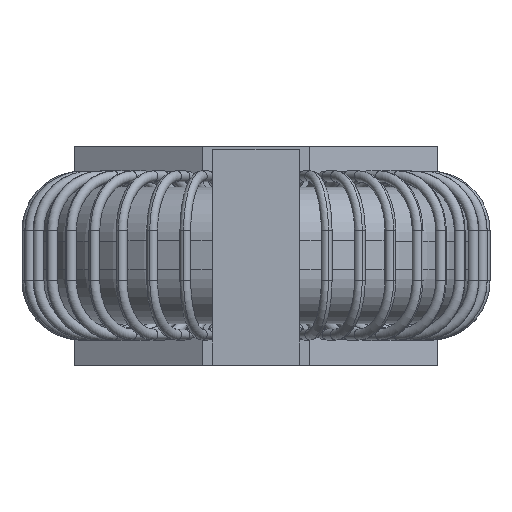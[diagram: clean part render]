
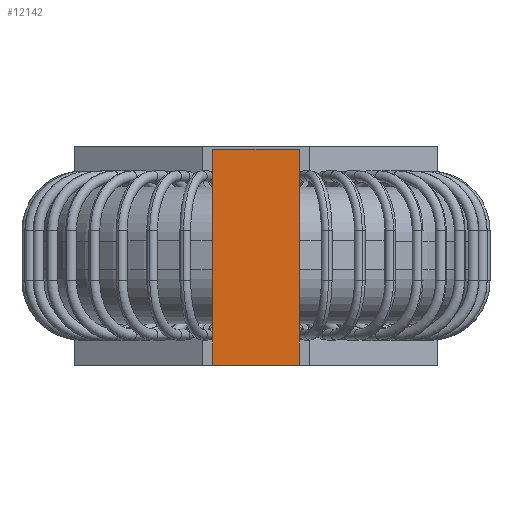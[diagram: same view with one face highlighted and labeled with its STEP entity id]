
A CAD part, top view. The second image highlights one B-rep face of the part: STEP entity #12142.
In plain terms, the highlighted planar face has unit normal (0, 0, 1).
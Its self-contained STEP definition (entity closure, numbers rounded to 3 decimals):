
#12103=CARTESIAN_POINT('',(1.2,-3.05,13.));
#12104=DIRECTION('',(0.0,0.0,1.0));
#12105=DIRECTION('',(1.0,0.0,0.0));
#12106=AXIS2_PLACEMENT_3D('',#12103,#12104,#12105);
#12107=PLANE('',#12106);
#12108=CARTESIAN_POINT('',(1.2,2.95,13.));
#12109=VERTEX_POINT('',#12108);
#12110=CARTESIAN_POINT('',(-1.2,2.95,13.));
#12111=VERTEX_POINT('',#12110);
#12112=CARTESIAN_POINT('',(1.2,2.95,13.));
#12113=DIRECTION('',(-1.0,0.0,0.0));
#12114=VECTOR('',#12113,2.4);
#12115=LINE('',#12112,#12114);
#12116=EDGE_CURVE('',#12109,#12111,#12115,.T.);
#12117=ORIENTED_EDGE('',*,*,#12116,.T.);
#12118=CARTESIAN_POINT('',(-1.2,-3.05,13.));
#12119=VERTEX_POINT('',#12118);
#12120=CARTESIAN_POINT('',(-1.2,-3.05,13.));
#12121=DIRECTION('',(0.0,1.0,0.0));
#12122=VECTOR('',#12121,6.);
#12123=LINE('',#12120,#12122);
#12124=EDGE_CURVE('',#12119,#12111,#12123,.T.);
#12125=ORIENTED_EDGE('',*,*,#12124,.F.);
#12126=CARTESIAN_POINT('',(1.2,-3.05,13.));
#12127=VERTEX_POINT('',#12126);
#12128=CARTESIAN_POINT('',(1.2,-3.05,13.));
#12129=DIRECTION('',(-1.0,0.0,0.0));
#12130=VECTOR('',#12129,2.4);
#12131=LINE('',#12128,#12130);
#12132=EDGE_CURVE('',#12127,#12119,#12131,.T.);
#12133=ORIENTED_EDGE('',*,*,#12132,.F.);
#12134=CARTESIAN_POINT('',(1.2,-3.05,13.));
#12135=DIRECTION('',(0.0,1.0,0.0));
#12136=VECTOR('',#12135,6.);
#12137=LINE('',#12134,#12136);
#12138=EDGE_CURVE('',#12127,#12109,#12137,.T.);
#12139=ORIENTED_EDGE('',*,*,#12138,.T.);
#12140=EDGE_LOOP('',(#12117,#12125,#12133,#12139));
#12141=FACE_OUTER_BOUND('',#12140,.T.);
#12142=ADVANCED_FACE('',(#12141),#12107,.T.);
